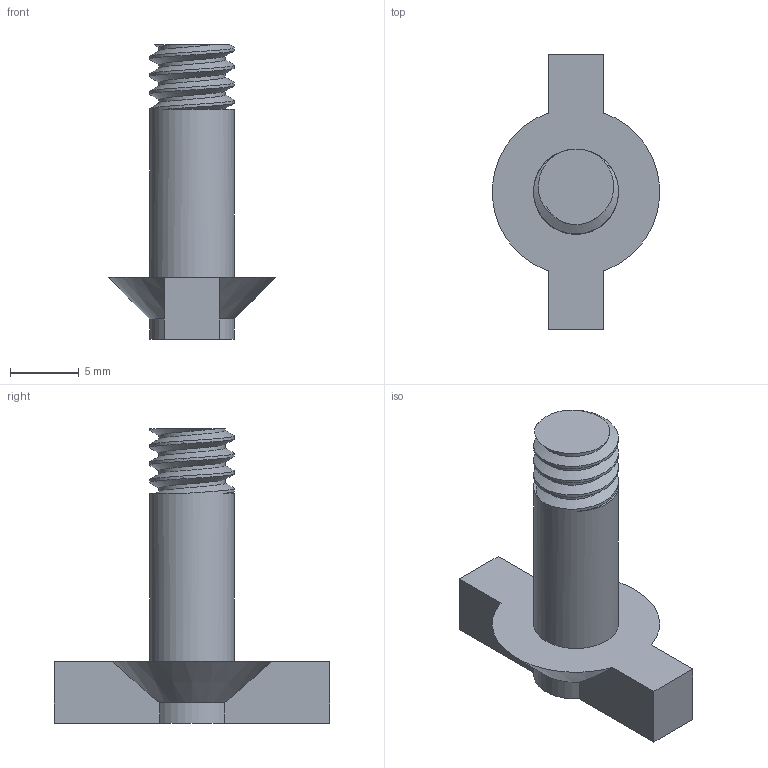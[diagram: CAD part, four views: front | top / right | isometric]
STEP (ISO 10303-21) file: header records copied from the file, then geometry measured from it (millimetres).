
FILE_DESCRIPTION(/* description */ (''),/* implementation_level */ '2;1');
FILE_NAME(/* name */ 'Gonio Slider Screw.step',/* time_stamp */ '2021-01-30T19:15:55-06:00',/* author */ (''),/* organization */ (''),/* preprocessor_version */ 'ST-DEVELOPER v18.1',/* originating_system */ 'Autodesk Translation Framework v9.7.1.1290',/* authorisation */ '');
FILE_SCHEMA (('AUTOMOTIVE_DESIGN { 1 0 10303 214 3 1 1 }'));
Length unit declared in the file: millimetre
Products named in the file (1): Slider Screw
Bounding box: 12.13 x 20 x 21.39 mm (x, y, z)
Volume: 944.3 mm3; surface area: 858.1 mm2
Topology: 1 solids, 1 shells, 25 faces, 77 edges, 55 vertices
Faces by surface type: cylinder 11, plane 10, cone 2, bspline 2
Full cylindrical faces by diameter (mm): 4.811 x3, 6.167 x3
Entity records: 3142 total; most frequent: CARTESIAN_POINT 2551, ORIENTED_EDGE 132, DIRECTION 90, EDGE_CURVE 66, VERTEX_POINT 48, AXIS2_PLACEMENT_3D 33, B_SPLINE_CURVE_WITH_KNOTS 26, EDGE_LOOP 24
